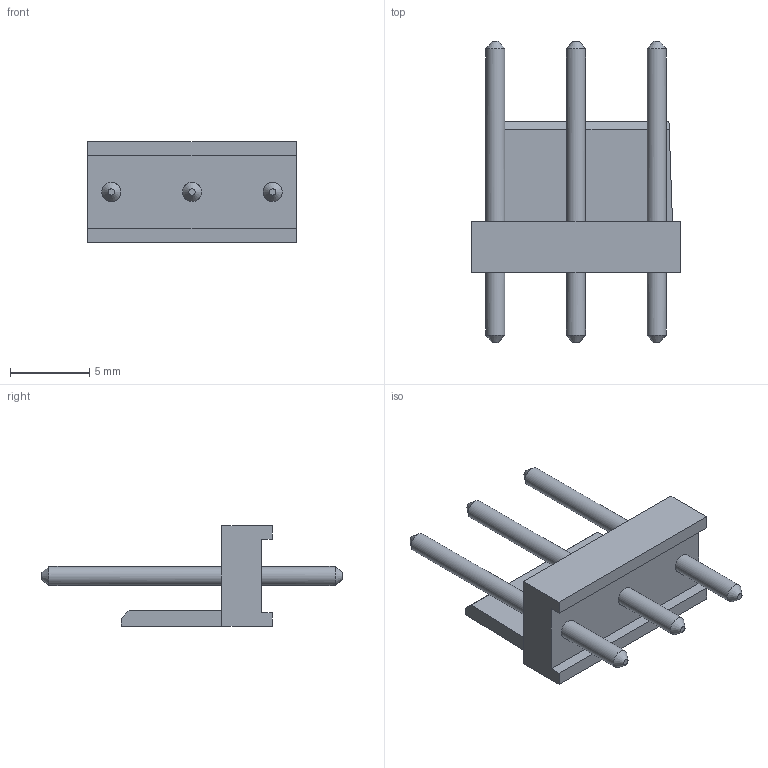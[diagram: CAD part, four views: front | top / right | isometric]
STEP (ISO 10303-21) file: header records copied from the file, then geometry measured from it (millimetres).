
FILE_DESCRIPTION( ( 'STEP AP214' ), '1' );
FILE_NAME( 'psolqas1121449048.stp', '2019-07-17T09:21:44', ( '' ), ( '' ), ' ', 'PARTsolutions', ' ' );
FILE_SCHEMA( ( 'AUTOMOTIVE_DESIGN { 1 0 10303 214 1 1 1 1 }' ) );
Length unit declared in the file: metre
Products named in the file (1): 1
Bounding box: 13.16 x 19.03 x 6.35 mm (x, y, z)
Volume: 343.9 mm3; surface area: 644.1 mm2
Topology: 1 solids, 1 shells, 41 faces, 99 edges, 66 vertices
Faces by surface type: plane 29, cone 6, cylinder 6
Full cylindrical faces by diameter (mm): 1.2 x6
Entity records: 1224 total; most frequent: CARTESIAN_POINT 303, ORIENTED_EDGE 174, DIRECTION 171, EDGE_CURVE 87, VERTEX_POINT 66, LINE 63, VECTOR 63, EDGE_LOOP 59
